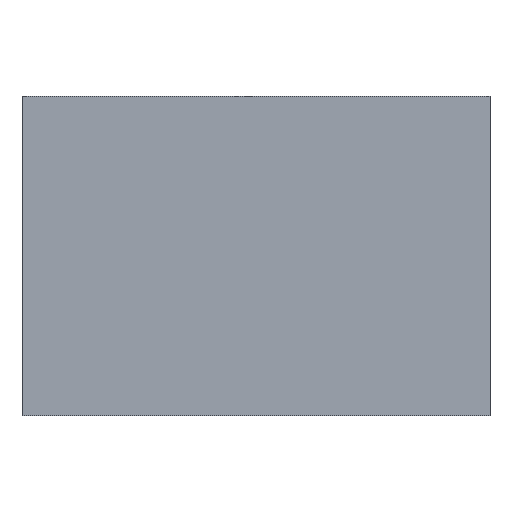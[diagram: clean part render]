
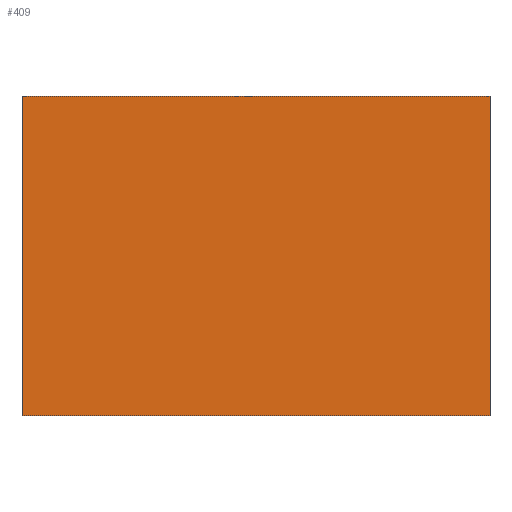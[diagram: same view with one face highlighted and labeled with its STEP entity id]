
A CAD part, front view. The second image highlights one B-rep face of the part: STEP entity #409.
In plain terms, the highlighted planar face has unit normal (0, -1, 0).
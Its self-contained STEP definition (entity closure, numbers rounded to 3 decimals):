
#346=CARTESIAN_POINT('',(22.0,0.0,30.0));
#347=VERTEX_POINT('',#346);
#354=CARTESIAN_POINT('',(22.0,0.0,0.0));
#355=VERTEX_POINT('',#354);
#356=CARTESIAN_POINT('',(22.0,0.0,0.0));
#357=DIRECTION('',(0.0,0.0,1.0));
#358=VECTOR('',#357,30.0);
#359=LINE('',#356,#358);
#360=EDGE_CURVE('',#355,#347,#359,.T.);
#379=CARTESIAN_POINT('',(22.0,0.0,0.0));
#380=DIRECTION('',(0.0,-1.0,0.0));
#381=DIRECTION('',(0.0,0.0,-1.0));
#382=AXIS2_PLACEMENT_3D('',#379,#380,#381);
#383=PLANE('',#382);
#384=CARTESIAN_POINT('',(-22.0,0.0,30.0));
#385=VERTEX_POINT('',#384);
#386=CARTESIAN_POINT('',(22.0,0.0,30.0));
#387=DIRECTION('',(-1.0,0.0,0.0));
#388=VECTOR('',#387,44.0);
#389=LINE('',#386,#388);
#390=EDGE_CURVE('',#347,#385,#389,.T.);
#391=ORIENTED_EDGE('',*,*,#390,.T.);
#392=CARTESIAN_POINT('',(-22.0,0.0,0.0));
#393=VERTEX_POINT('',#392);
#394=CARTESIAN_POINT('',(-22.0,0.0,0.0));
#395=DIRECTION('',(0.0,0.0,1.0));
#396=VECTOR('',#395,30.0);
#397=LINE('',#394,#396);
#398=EDGE_CURVE('',#393,#385,#397,.T.);
#399=ORIENTED_EDGE('',*,*,#398,.F.);
#400=CARTESIAN_POINT('',(-22.0,0.0,0.0));
#401=DIRECTION('',(1.0,0.0,0.0));
#402=VECTOR('',#401,44.0);
#403=LINE('',#400,#402);
#404=EDGE_CURVE('',#393,#355,#403,.T.);
#405=ORIENTED_EDGE('',*,*,#404,.T.);
#406=ORIENTED_EDGE('',*,*,#360,.T.);
#407=EDGE_LOOP('',(#391,#399,#405,#406));
#408=FACE_OUTER_BOUND('',#407,.T.);
#409=ADVANCED_FACE('',(#408),#383,.T.);
